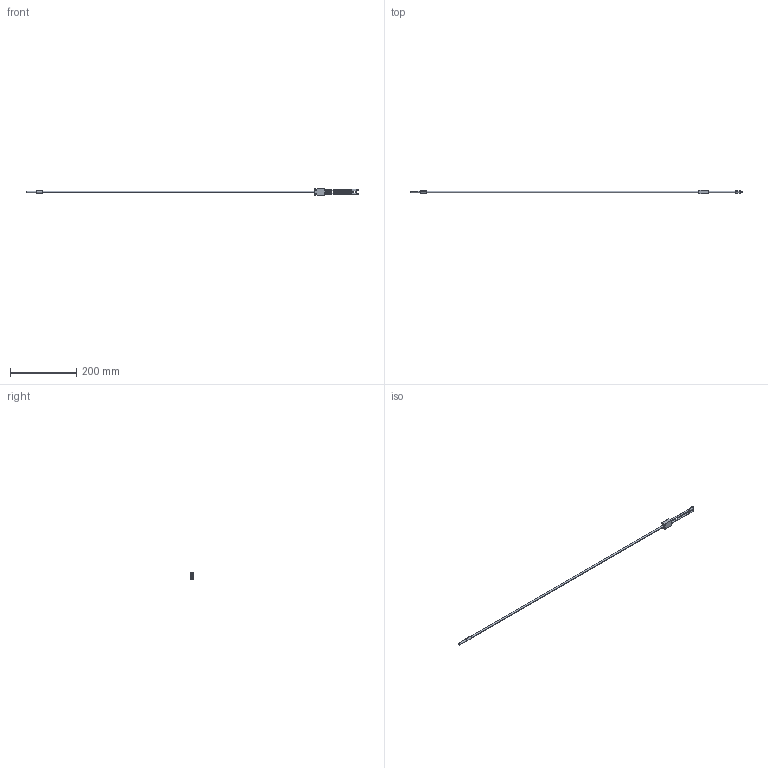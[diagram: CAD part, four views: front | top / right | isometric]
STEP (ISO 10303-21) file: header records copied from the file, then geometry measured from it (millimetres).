
FILE_DESCRIPTION (( 'STEP AP214' ), '1' );
FILE_NAME ('OPT2082.STEP', '2016-02-24T14:39:28', ( '' ), ( '' ), 'SwSTEP 2.0', 'SolidWorks 2014', '' );
FILE_SCHEMA (( 'AUTOMOTIVE_DESIGN' ));
Length unit declared in the file: inch
Products named in the file (1): OPT2082
Bounding box: 1000 x 10 x 20 mm (x, y, z)
Volume: 34098.2 mm3; surface area: 21908 mm2
Topology: 1 solids, 1 shells, 73 faces, 164 edges, 102 vertices
Faces by surface type: cylinder 34, plane 23, torus 8, cone 8
Entity records: 3045 total; most frequent: DIRECTION 398, CARTESIAN_POINT 340, ORIENTED_EDGE 328, EDGE_CURVE 164, AXIS2_PLACEMENT_3D 160, VERTEX_POINT 102, CIRCLE 86, EDGE_LOOP 86
